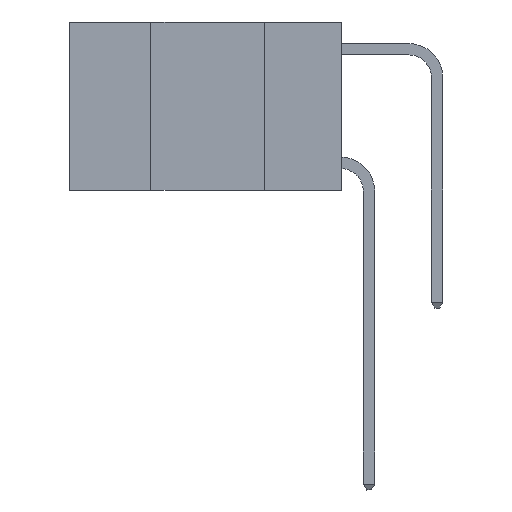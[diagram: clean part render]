
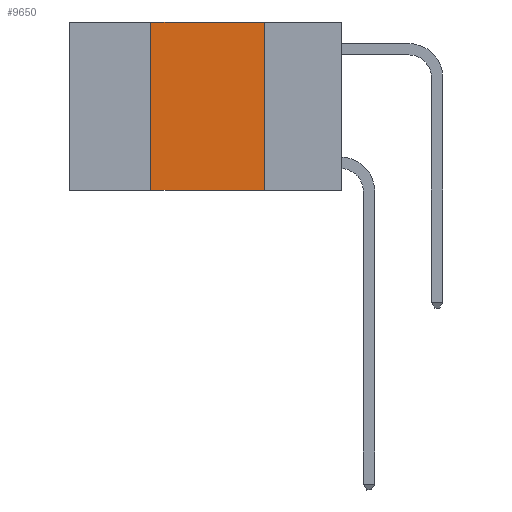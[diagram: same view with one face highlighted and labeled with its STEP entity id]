
A CAD part, left-side view. The second image highlights one B-rep face of the part: STEP entity #9650.
In plain terms, the highlighted planar face has unit normal (-1, 0, 0).
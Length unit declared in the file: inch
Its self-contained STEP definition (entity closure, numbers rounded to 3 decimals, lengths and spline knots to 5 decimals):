
#33 = DIRECTION ( 'NONE',  ( 0., 0., 1. ) ) ;
#351 = VECTOR ( 'NONE', #9512, 39.37008 ) ;
#620 = CARTESIAN_POINT ( 'NONE',  ( 0., 0.17, -0.37 ) ) ;
#797 = VERTEX_POINT ( 'NONE', #620 ) ;
#1982 = ORIENTED_EDGE ( 'NONE', *, *, #12777, .F. ) ;
#2822 = ORIENTED_EDGE ( 'NONE', *, *, #9310, .T. ) ;
#2849 = CARTESIAN_POINT ( 'NONE',  ( 0., 0.17, 0. ) ) ;
#4155 = ORIENTED_EDGE ( 'NONE', *, *, #13756, .F. ) ;
#4794 = VERTEX_POINT ( 'NONE', #15077 ) ;
#5525 = CARTESIAN_POINT ( 'NONE',  ( 0., 0.6, -0.37 ) ) ;
#6472 = VERTEX_POINT ( 'NONE', #2849 ) ;
#7954 = CARTESIAN_POINT ( 'NONE',  ( 0., 0.6, 0. ) ) ;
#8306 = LINE ( 'NONE', #13713, #14779 ) ;
#9310 = EDGE_CURVE ( 'NONE', #4794, #797, #10870, .T. ) ;
#9391 = PLANE ( 'NONE',  #10828 ) ;
#9512 = DIRECTION ( 'NONE',  ( 0., -1., 0. ) ) ;
#9570 = EDGE_CURVE ( 'NONE', #14858, #6472, #12217, .T. ) ;
#9650 = ADVANCED_FACE ( 'NONE', ( #13628 ), #9391, .F. ) ;
#10251 = VECTOR ( 'NONE', #12296, 39.37008 ) ;
#10740 = CARTESIAN_POINT ( 'NONE',  ( 0., 0.6, 0. ) ) ;
#10828 = AXIS2_PLACEMENT_3D ( 'NONE', #7954, #14952, #13548 ) ;
#10870 = LINE ( 'NONE', #5525, #351 ) ;
#11007 = LINE ( 'NONE', #15055, #17051 ) ;
#11724 = ORIENTED_EDGE ( 'NONE', *, *, #9570, .F. ) ;
#12217 = LINE ( 'NONE', #10740, #10251 ) ;
#12296 = DIRECTION ( 'NONE',  ( 0., -1., 0. ) ) ;
#12566 = DIRECTION ( 'NONE',  ( 0., 0., -1. ) ) ;
#12777 = EDGE_CURVE ( 'NONE', #4794, #14858, #8306, .T. ) ;
#13459 = EDGE_LOOP ( 'NONE', ( #4155, #11724, #1982, #2822 ) ) ;
#13548 = DIRECTION ( 'NONE',  ( 0., 0., -1. ) ) ;
#13628 = FACE_OUTER_BOUND ( 'NONE', #13459, .T. ) ;
#13713 = CARTESIAN_POINT ( 'NONE',  ( 0., 0.42, 0. ) ) ;
#13756 = EDGE_CURVE ( 'NONE', #6472, #797, #11007, .T. ) ;
#14779 = VECTOR ( 'NONE', #33, 39.37008 ) ;
#14858 = VERTEX_POINT ( 'NONE', #15363 ) ;
#14952 = DIRECTION ( 'NONE',  ( 1., 0., 0. ) ) ;
#15055 = CARTESIAN_POINT ( 'NONE',  ( 0., 0.17, 0. ) ) ;
#15077 = CARTESIAN_POINT ( 'NONE',  ( 0., 0.42, -0.37 ) ) ;
#15363 = CARTESIAN_POINT ( 'NONE',  ( 0., 0.42, 0. ) ) ;
#17051 = VECTOR ( 'NONE', #12566, 39.37008 ) ;
